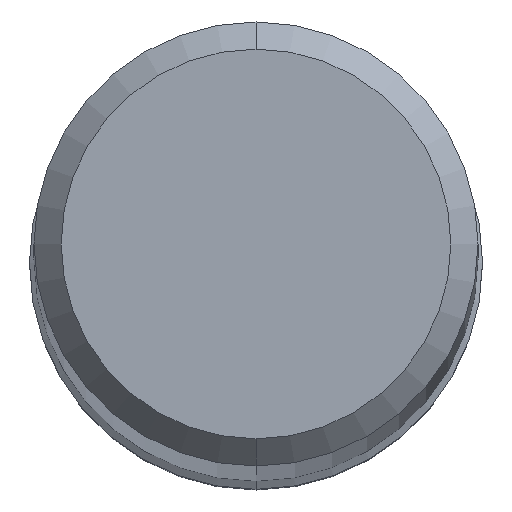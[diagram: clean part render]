
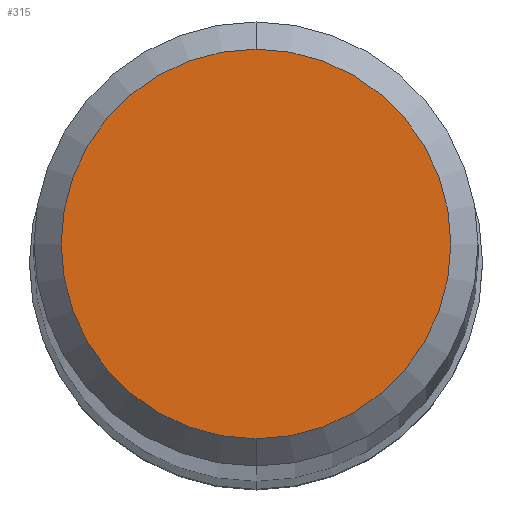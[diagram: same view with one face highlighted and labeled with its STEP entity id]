
A CAD part, top view. The second image highlights one B-rep face of the part: STEP entity #315.
In plain terms, the highlighted planar face has unit normal (0, 0, 1).
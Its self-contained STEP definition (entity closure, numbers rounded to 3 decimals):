
#225=EDGE_CURVE('',#475,#371,#612,.T.);
#315=ADVANCED_FACE('',(#713),#714,.T.);
#371=VERTEX_POINT('',#778);
#475=VERTEX_POINT('',#893);
#503=EDGE_CURVE('',#371,#475,#924,.T.);
#612=CIRCLE('',#1034,2.15);
#713=FACE_OUTER_BOUND('',#1240,.T.);
#714=PLANE('',#1241);
#778=CARTESIAN_POINT('',(0.,-2.15,0.0));
#893=CARTESIAN_POINT('',(0.0,2.15,0.0));
#924=CIRCLE('',#1628,2.15);
#1034=AXIS2_PLACEMENT_3D('',#1778,#1779,#1780);
#1240=EDGE_LOOP('',(#1907,#1908));
#1241=AXIS2_PLACEMENT_3D('',#1909,#1910,#1911);
#1628=AXIS2_PLACEMENT_3D('',#2166,#2167,#2168);
#1778=CARTESIAN_POINT('',(0.0,0.0,0.0));
#1779=DIRECTION('',(0.0,0.0,-1.0));
#1780=DIRECTION('',(0.0,1.0,0.0));
#1907=ORIENTED_EDGE('',*,*,#225,.F.);
#1908=ORIENTED_EDGE('',*,*,#503,.F.);
#1909=CARTESIAN_POINT('',(0.0,1.075,0.0));
#1910=DIRECTION('',(-0.0,0.0,1.0));
#1911=DIRECTION('',(0.0,-1.0,0.0));
#2166=CARTESIAN_POINT('',(0.0,0.0,0.0));
#2167=DIRECTION('',(0.0,0.0,-1.0));
#2168=DIRECTION('',(0.0,1.0,0.0));
